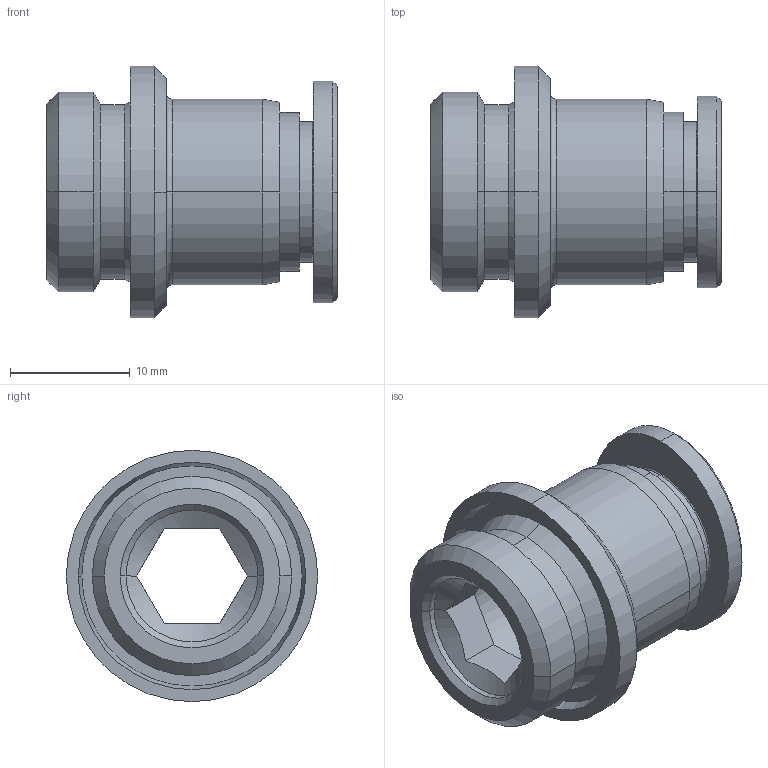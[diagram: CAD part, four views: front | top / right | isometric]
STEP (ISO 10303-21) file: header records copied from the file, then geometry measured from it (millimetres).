
FILE_DESCRIPTION (( 'STEP AP214' ), '1' );
FILE_NAME ('POC10-G03.STEP', '2018-09-10T08:58:10', ( '' ), ( '' ), 'SwSTEP 2.0', 'SolidWorks 2018', '' );
FILE_SCHEMA (( 'AUTOMOTIVE_DESIGN' ));
Length unit declared in the file: millimetre
Products named in the file (1): POC10-G03
Bounding box: 24.3 x 21 x 21 mm (x, y, z)
Surface area: 2815.2 mm2 (no closed solid volume)
Topology: 0 solids, 1 shells, 384 faces, 1235 edges, 818 vertices
Faces by surface type: plane 336, cone 20, cylinder 17, bspline 9, torus 2
Entity records: 18167 total; most frequent: CARTESIAN_POINT 3202, ORIENTED_EDGE 2250, DIRECTION 2021, EDGE_CURVE 1235, VECTOR 1149, LINE 1149, VERTEX_POINT 818, AXIS2_PLACEMENT_3D 436
